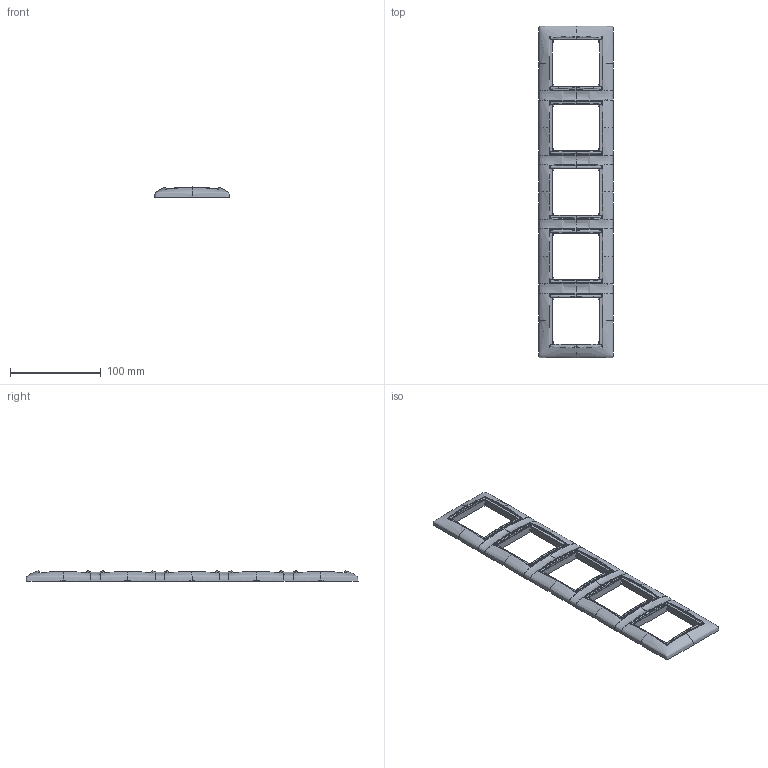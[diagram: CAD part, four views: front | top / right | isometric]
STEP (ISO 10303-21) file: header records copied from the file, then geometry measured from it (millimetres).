
FILE_DESCRIPTION(('STEP AP203'), '1');
FILE_NAME('774455', '', ('UNSPECIFIED'), ('UNSPECIFIED'), 'C3D Converter', 'C3D Toolkit', '');
FILE_SCHEMA(('CONFIG_CONTROL_DESIGN'));
Length unit declared in the file: millimetre
Products named in the file (1): БЕИВ.301112.019
Bounding box: 82 x 366 x 11.07 mm (x, y, z)
Volume: 133848.1 mm3; surface area: 51158.3 mm2
Topology: 1 solids, 11 shells, 988 faces, 2664 edges, 1688 vertices
Faces by surface type: bspline 480, plane 340, cylinder 148, cone 20
Entity records: 82227 total; most frequent: CARTESIAN_POINT 54244, ORIENTED_EDGE 5288, EDGE_CURVE 2644, DIRECTION 2250, VERTEX_POINT 1688, B_SPLINE_CURVE_WITH_KNOTS 1468, FACE_BOUND 1008, EDGE_LOOP 1008
